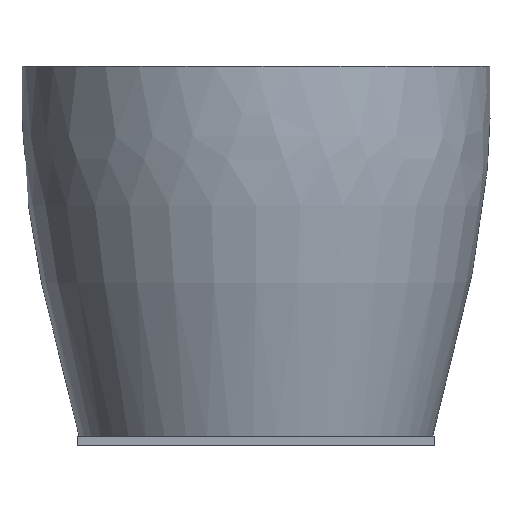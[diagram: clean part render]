
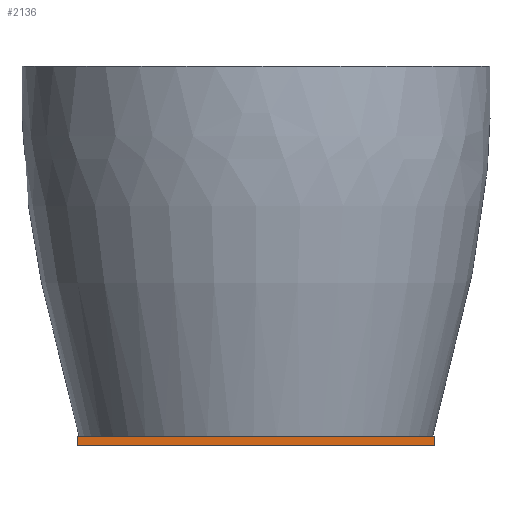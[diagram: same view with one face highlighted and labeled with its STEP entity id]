
A CAD part, front view. The second image highlights one B-rep face of the part: STEP entity #2136.
In plain terms, the highlighted planar face has unit normal (0, -1, 0).
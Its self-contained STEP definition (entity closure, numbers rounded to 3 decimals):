
#2097=CARTESIAN_POINT('',(52.5,344.,-10.));
#2098=DIRECTION('',(0.,-1.,0.));
#2099=DIRECTION('',(0.,0.,-1.));
#2100=AXIS2_PLACEMENT_3D('',#2097,#2098,#2099);
#2101=PLANE('',#2100);
#2102=CARTESIAN_POINT('',(-6.,344.,-7.));
#2103=VERTEX_POINT('',#2102);
#2104=CARTESIAN_POINT('',(111.,344.,-7.));
#2105=VERTEX_POINT('',#2104);
#2106=CARTESIAN_POINT('',(-6.,344.,-7.));
#2107=DIRECTION('',(1.,0.,-0.));
#2108=VECTOR('',#2107,117.);
#2109=LINE('',#2106,#2108);
#2110=EDGE_CURVE('',#2103,#2105,#2109,.T.);
#2111=ORIENTED_EDGE('',*,*,#2110,.F.);
#2112=CARTESIAN_POINT('',(-6.,344.,-10.));
#2113=VERTEX_POINT('',#2112);
#2114=CARTESIAN_POINT('',(-6.,344.,-10.));
#2115=DIRECTION('',(0.,0.,1.));
#2116=VECTOR('',#2115,3.);
#2117=LINE('',#2114,#2116);
#2118=EDGE_CURVE('',#2113,#2103,#2117,.T.);
#2119=ORIENTED_EDGE('',*,*,#2118,.F.);
#2120=CARTESIAN_POINT('',(111.,344.,-10.));
#2121=VERTEX_POINT('',#2120);
#2122=CARTESIAN_POINT('',(-6.,344.,-10.));
#2123=DIRECTION('',(1.,0.,-0.));
#2124=VECTOR('',#2123,117.);
#2125=LINE('',#2122,#2124);
#2126=EDGE_CURVE('',#2113,#2121,#2125,.T.);
#2127=ORIENTED_EDGE('',*,*,#2126,.T.);
#2128=CARTESIAN_POINT('',(111.,344.,-10.));
#2129=DIRECTION('',(0.,0.,1.));
#2130=VECTOR('',#2129,3.);
#2131=LINE('',#2128,#2130);
#2132=EDGE_CURVE('',#2121,#2105,#2131,.T.);
#2133=ORIENTED_EDGE('',*,*,#2132,.T.);
#2134=EDGE_LOOP('',(#2111,#2119,#2127,#2133));
#2135=FACE_BOUND('',#2134,.T.);
#2136=ADVANCED_FACE('',(#2135),#2101,.T.);
